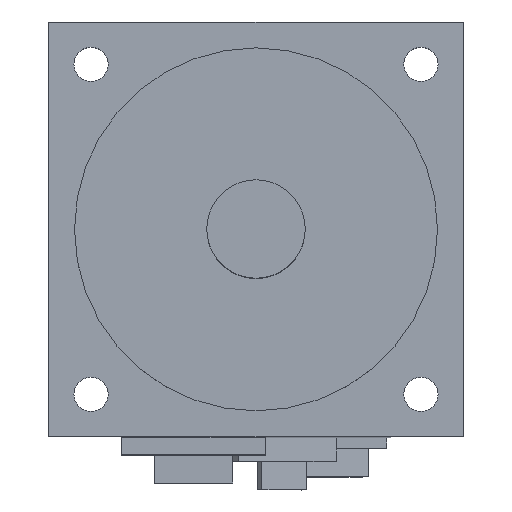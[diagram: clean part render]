
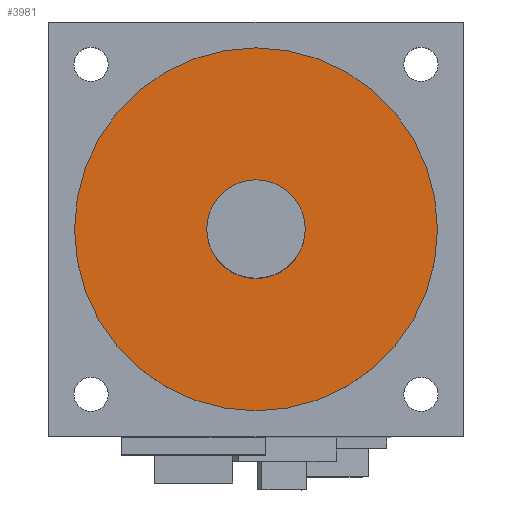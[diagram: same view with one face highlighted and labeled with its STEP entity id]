
A CAD part, top view. The second image highlights one B-rep face of the part: STEP entity #3981.
In plain terms, the highlighted planar face has unit normal (0, 0, 1).
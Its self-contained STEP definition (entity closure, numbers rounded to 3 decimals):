
#1392=CARTESIAN_POINT('',(0.,0.,3.));
#1393=DIRECTION('',(0.,0.,-1.));
#1394=DIRECTION('',(1.,0.,0.));
#1395=AXIS2_PLACEMENT_3D('',#1392,#1393,#1394);
#1397=CARTESIAN_POINT('',(0.,0.,3.));
#1398=DIRECTION('',(0.,0.,-1.));
#1399=DIRECTION('',(-1.,0.,0.));
#1400=AXIS2_PLACEMENT_3D('',#1397,#1398,#1399);
#1402=CARTESIAN_POINT('',(0.,0.,3.));
#1403=DIRECTION('',(0.,0.,1.));
#1404=DIRECTION('',(-1.,0.,0.));
#1405=AXIS2_PLACEMENT_3D('',#1402,#1403,#1404);
#1407=CARTESIAN_POINT('',(0.,0.,3.));
#1408=DIRECTION('',(0.,0.,1.));
#1409=DIRECTION('',(1.,0.,0.));
#1410=AXIS2_PLACEMENT_3D('',#1407,#1408,#1409);
#1870=CARTESIAN_POINT('',(-35.,0.,3.));
#1871=VERTEX_POINT('',#1870);
#1872=CARTESIAN_POINT('',(35.,0.,3.));
#1873=VERTEX_POINT('',#1872);
#1874=CARTESIAN_POINT('',(-9.5,0.,3.));
#1875=CARTESIAN_POINT('',(9.5,0.,3.));
#1876=VERTEX_POINT('',#1874);
#1877=VERTEX_POINT('',#1875);
#3966=CARTESIAN_POINT('',(0.,0.,3.));
#3967=DIRECTION('',(0.,0.,1.));
#3968=DIRECTION('',(-1.,0.,0.));
#3969=AXIS2_PLACEMENT_3D('',#3966,#3967,#3968);
#3970=PLANE('',#3969);
#3971=ORIENTED_EDGE('',*,*,#3946,.T.);
#3972=ORIENTED_EDGE('',*,*,#3960,.T.);
#3973=EDGE_LOOP('',(#3971,#3972));
#3974=FACE_OUTER_BOUND('',#3973,.F.);
#3976=ORIENTED_EDGE('',*,*,#3975,.T.);
#3978=ORIENTED_EDGE('',*,*,#3977,.T.);
#3979=EDGE_LOOP('',(#3976,#3978));
#3980=FACE_BOUND('',#3979,.F.);
#3981=ADVANCED_FACE('',(#3974,#3980),#3970,.T.);
#1396=CIRCLE('',#1395,35.);
#1401=CIRCLE('',#1400,35.);
#1406=CIRCLE('',#1405,9.5);
#1411=CIRCLE('',#1410,9.5);
#3946=EDGE_CURVE('',#1873,#1871,#1396,.T.);
#3960=EDGE_CURVE('',#1871,#1873,#1401,.T.);
#3975=EDGE_CURVE('',#1876,#1877,#1406,.T.);
#3977=EDGE_CURVE('',#1877,#1876,#1411,.T.);
